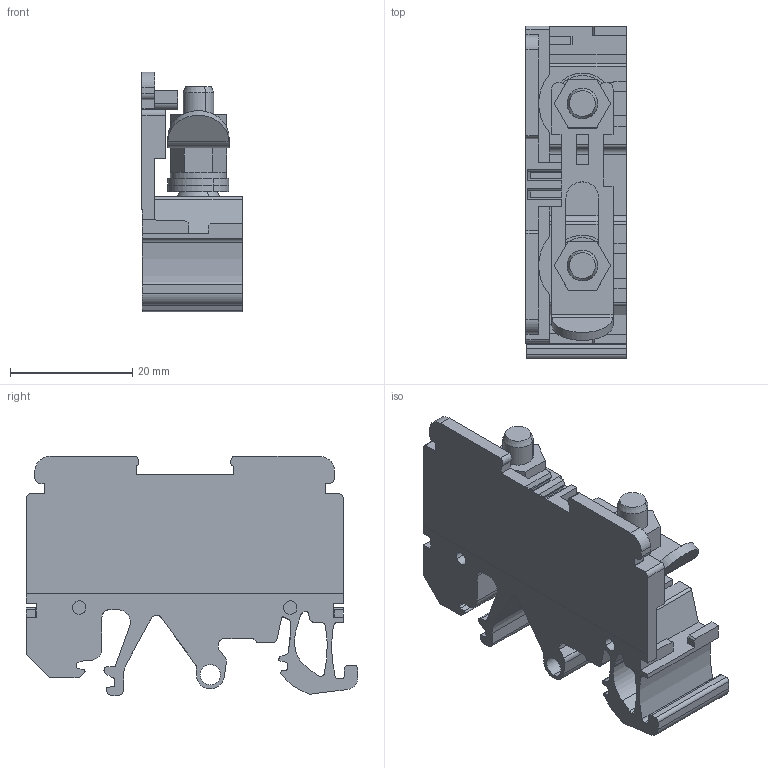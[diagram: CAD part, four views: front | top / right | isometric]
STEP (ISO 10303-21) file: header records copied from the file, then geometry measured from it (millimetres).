
FILE_DESCRIPTION(('CATIA V5R24 STEP','CAx-IF Rec.Pracs.--- Model Styling and Organization---1.2---2011-12-15'),'2;1');
FILE_NAME ('D1445956_0', '2017-03-01T05:59:28+00:00', ('Weidmueller Interface'), ('Weidmueller'), 'CATIA Version 5-6 Release 2014 SP4 HF52', 'CATIA V5 STEP AP214', 'none');
FILE_SCHEMA(('AUTOMOTIVE_DESIGN { 1 0 10303 214 1 1 1 1 }'));
Length unit declared in the file: millimetre
Products named in the file (1): v5-standard_part
Bounding box: 16.4 x 54.23 x 39.17 mm (x, y, z)
Volume: 13055.2 mm3; surface area: 11830.2 mm2
Topology: 14 solids, 14 shells, 426 faces, 1157 edges, 765 vertices
Faces by surface type: plane 256, cylinder 130, cone 18, extrusion 14, bspline 4, torus 4
Entity records: 13200 total; most frequent: CARTESIAN_POINT 2875, ORIENTED_EDGE 2314, DIRECTION 1739, EDGE_CURVE 1157, VECTOR 826, LINE 812, VERTEX_POINT 765, AXIS2_PLACEMENT_3D 605
